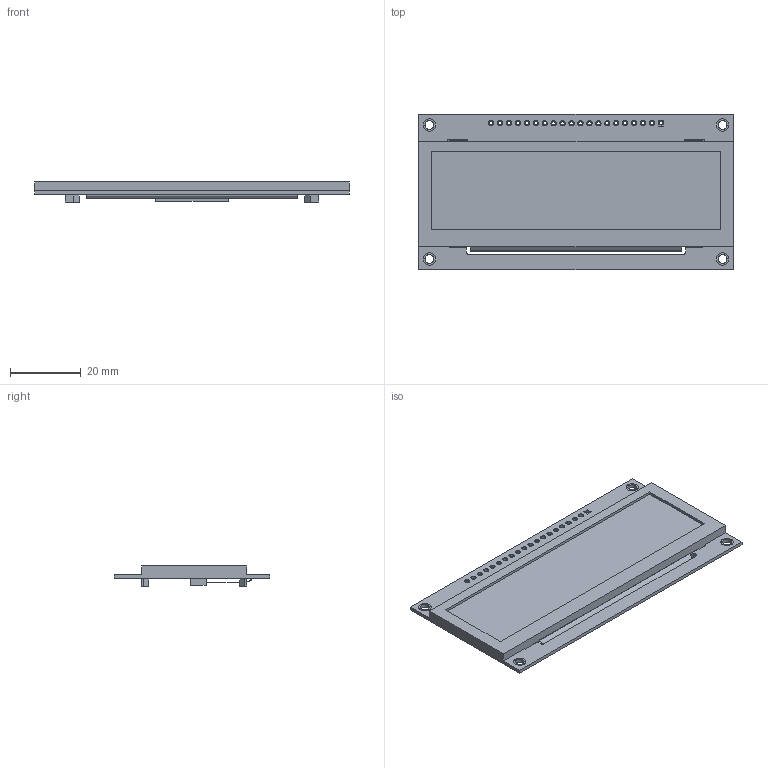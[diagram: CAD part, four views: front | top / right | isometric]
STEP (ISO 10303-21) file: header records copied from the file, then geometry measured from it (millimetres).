
FILE_DESCRIPTION (( 'STEP AP214' ), '1' );
FILE_NAME ('NHD-3.12-25664UCY2.STEP', '2018-03-27T13:57:42', ( '' ), ( '' ), 'SwSTEP 2.0', 'SolidWorks 2018', '' );
FILE_SCHEMA (( 'AUTOMOTIVE_DESIGN' ));
Length unit declared in the file: millimetre
Products named in the file (1): NHD-3.12-25664UCY2
Bounding box: 89.2 x 44 x 5.7 mm (x, y, z)
Volume: 9201 mm3; surface area: 10639.9 mm2
Topology: 2 solids, 2 shells, 299 faces, 726 edges, 480 vertices
Faces by surface type: plane 155, cylinder 142, bspline 2
Entity records: 12268 total; most frequent: DIRECTION 1602, CARTESIAN_POINT 1564, ORIENTED_EDGE 1452, EDGE_CURVE 726, AXIS2_PLACEMENT_3D 582, VERTEX_POINT 480, VECTOR 438, LINE 438
